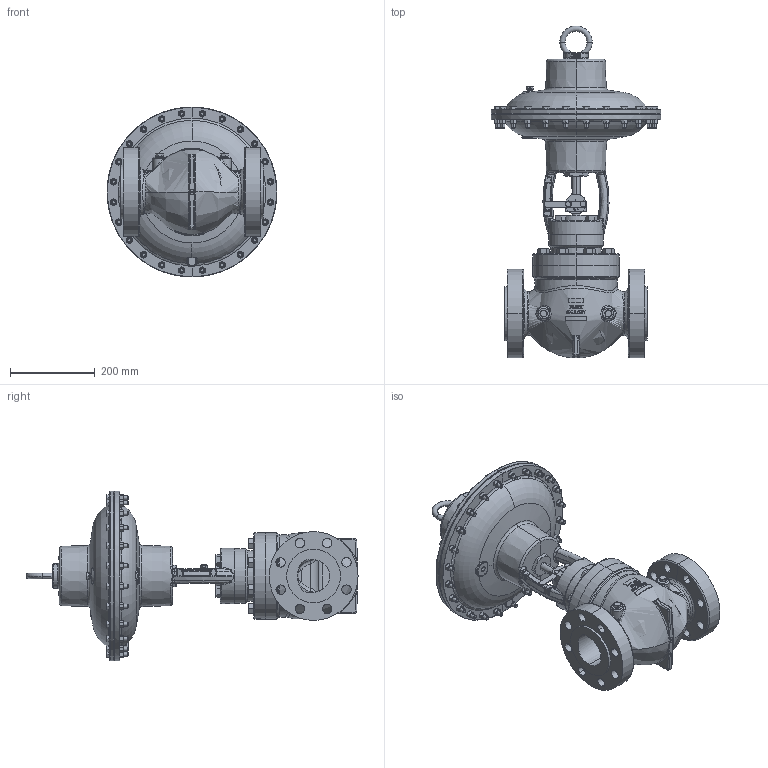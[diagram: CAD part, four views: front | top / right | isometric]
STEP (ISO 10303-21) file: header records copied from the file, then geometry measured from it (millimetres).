
FILE_DESCRIPTION (( 'STEP AP214' ), '1' );
FILE_NAME ('CVC3-600RF-HPCV.STEP', '2025-10-28T12:03:19', ( '' ), ( '' ), 'SwSTEP 2.0', 'SolidWorks 2024', '' );
FILE_SCHEMA (( 'AUTOMOTIVE_DESIGN' ));
Length unit declared in the file: inch
Products named in the file (1): CVC3-600RF-HPCV
Bounding box: 400.84 x 783.45 x 400.84 mm (x, y, z)
Volume: 19493310.5 mm3; surface area: 1159338.1 mm2
Topology: 1 solids, 1 shells, 3022 faces, 7458 edges, 4612 vertices
Faces by surface type: plane 1188, cone 640, bspline 626, cylinder 425, torus 102, sphere 41
Entity records: 251532 total; most frequent: CARTESIAN_POINT 187173, ORIENTED_EDGE 14812, DIRECTION 10934, EDGE_CURVE 7406, VERTEX_POINT 4612, AXIS2_PLACEMENT_3D 4267, EDGE_LOOP 3382, B_SPLINE_CURVE_WITH_KNOTS 3115
